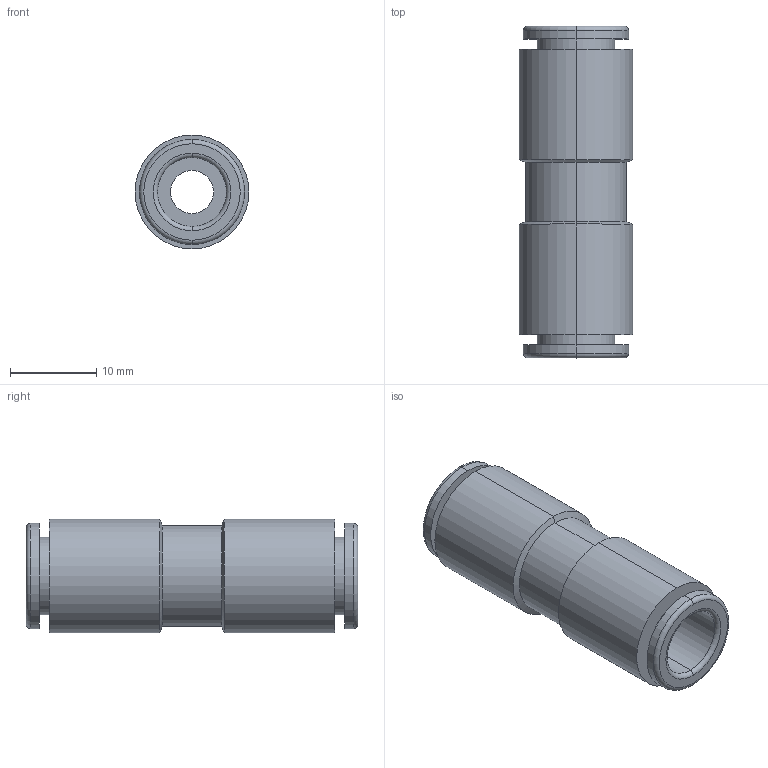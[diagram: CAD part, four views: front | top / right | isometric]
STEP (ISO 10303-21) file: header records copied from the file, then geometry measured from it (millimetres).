
FILE_DESCRIPTION (( 'STEP AP214' ), '1' );
FILE_NAME ('KQ2H08-00A.step.step', '2016-01-06T22:44:49', ( 'Windows User' ), ( '' ), 'SwSTEP 2.0', 'SolidWorks 2016', '' );
FILE_SCHEMA (( 'AUTOMOTIVE_DESIGN' ));
Length unit declared in the file: millimetre
Products named in the file (2): KQ2H08-00A.step; KQ2H08-00A.step_KQ2H-metric_KQ2H08-00A
Assembly tree (1 placements, depth 2):
  KQ2H08-00A.step
    KQ2H08-00A.step_KQ2H-metric_KQ2H08-00A
Bounding box: 13.2 x 38.5 x 13.2 mm (x, y, z)
Volume: 3188.1 mm3; surface area: 2857.9 mm2
Topology: 1 solids, 1 shells, 40 faces, 80 edges, 48 vertices
Faces by surface type: cylinder 20, torus 8, plane 8, cone 4
Entity records: 1122 total; most frequent: DIRECTION 224, CARTESIAN_POINT 172, ORIENTED_EDGE 160, AXIS2_PLACEMENT_3D 100, EDGE_CURVE 80, CIRCLE 56, EDGE_LOOP 48, VERTEX_POINT 48
